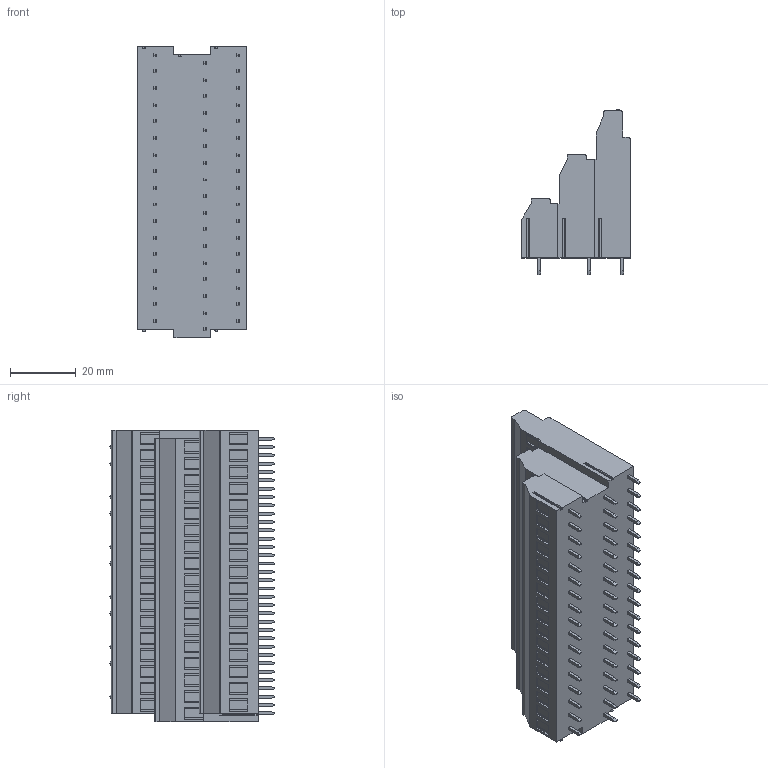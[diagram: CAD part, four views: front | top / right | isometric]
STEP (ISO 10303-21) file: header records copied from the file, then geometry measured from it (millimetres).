
FILE_DESCRIPTION((''),'2;1');
FILE_NAME('TL324VH3-XXP-XS','2025-01-10T09:14:09',('yanfa'),(''),'CREO PARAMETRIC BY PTC INC, 2018100','CREO PARAMETRIC BY PTC INC, 2018100','');
FILE_SCHEMA(('CONFIG_CONTROL_DESIGN','SHAPE_APPEARANCE_LAYERS_GROUPS'));
Products named in the file (1): TL324VH3-XXP-XS
Bounding box: 33.4 x 50.3 x 88.9 mm (x, y, z)
Volume: 80957.4 mm3; surface area: 21992.3 mm2
Topology: 1 solids, 65 shells, 2123 faces, 5516 edges, 3631 vertices
Faces by surface type: plane 1769, cylinder 230, torus 102, sphere 22
Entity records: 64676 total; most frequent: CARTESIAN_POINT 12375, ORIENTED_EDGE 10988, DIRECTION 10344, EDGE_CURVE 5494, VECTOR 4478, LINE 4478, VERTEX_POINT 3631, AXIS2_PLACEMENT_3D 2933
